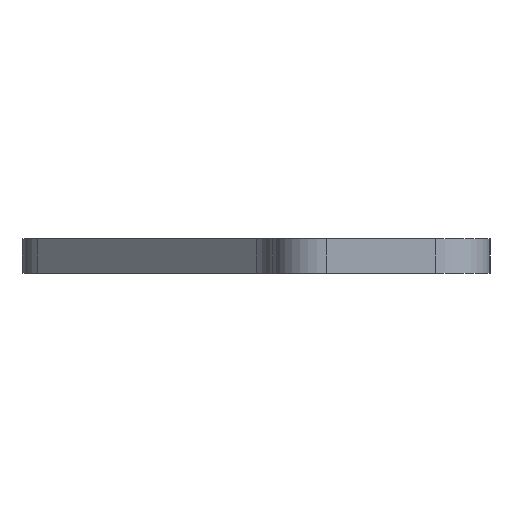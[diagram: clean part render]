
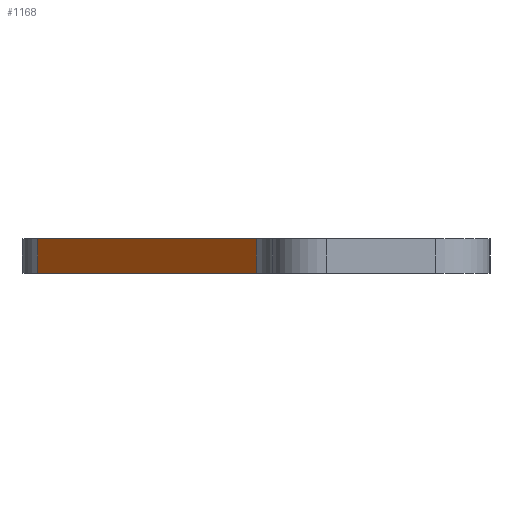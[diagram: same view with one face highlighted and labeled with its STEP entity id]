
A CAD part, left-side view. The second image highlights one B-rep face of the part: STEP entity #1168.
In plain terms, the highlighted planar face has unit normal (-0.707, 0.707, 0).
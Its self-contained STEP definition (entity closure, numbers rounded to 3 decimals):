
#143 = LINE ( 'NONE', #144, #676 ) ;
#144 = CARTESIAN_POINT ( 'NONE',  ( 9.5, 28., -3.2 ) ) ;
#145 = DIRECTION ( 'NONE',  ( -0.707, -0.707, 0. ) ) ;
#146 = LINE ( 'NONE', #147, #673 ) ;
#147 = CARTESIAN_POINT ( 'NONE',  ( 9.5, 28., 0. ) ) ;
#148 = DIRECTION ( 'NONE',  ( -0.707, -0.707, 0. ) ) ;
#158 = LINE ( 'NONE', #159, #658 ) ;
#159 = CARTESIAN_POINT ( 'NONE',  ( 8.036, 26.536, -3.2 ) ) ;
#160 = DIRECTION ( 'NONE',  ( 0., 0., -1. ) ) ;
#239 = CARTESIAN_POINT ( 'NONE',  ( -12.036, 6.464, -3.2 ) ) ;
#246 = CARTESIAN_POINT ( 'NONE',  ( -12.036, 6.464, 0. ) ) ;
#252 = CARTESIAN_POINT ( 'NONE',  ( 8.036, 26.536, -3.2 ) ) ;
#253 = CARTESIAN_POINT ( 'NONE',  ( 8.036, 26.536, 0. ) ) ;
#362 = EDGE_CURVE ( 'NONE', #1115, #1102, #143, .T. ) ;
#363 = EDGE_CURVE ( 'NONE', #1116, #1109, #146, .T. ) ;
#367 = EDGE_CURVE ( 'NONE', #1116, #1115, #158, .T. ) ;
#429 = VECTOR ( 'NONE', #980, 1000. ) ;
#452 = ORIENTED_EDGE ( 'NONE', *, *, #362, .T. ) ;
#453 = ORIENTED_EDGE ( 'NONE', *, *, #363, .F. ) ;
#454 = ORIENTED_EDGE ( 'NONE', *, *, #1210, .T. ) ;
#455 = ORIENTED_EDGE ( 'NONE', *, *, #367, .T. ) ;
#480 = EDGE_LOOP ( 'NONE', ( #452, #454, #453, #455 ) ) ;
#658 = VECTOR ( 'NONE', #160, 1000. ) ;
#673 = VECTOR ( 'NONE', #148, 1000. ) ;
#676 = VECTOR ( 'NONE', #145, 1000. ) ;
#771 = AXIS2_PLACEMENT_3D ( 'NONE', #860, #861, #862 ) ;
#789 = FACE_OUTER_BOUND ( 'NONE', #480, .T. ) ;
#859 = PLANE ( 'NONE',  #771 ) ;
#860 = CARTESIAN_POINT ( 'NONE',  ( 9.5, 28., -3.2 ) ) ;
#861 = DIRECTION ( 'NONE',  ( -0.707, 0.707, 0. ) ) ;
#862 = DIRECTION ( 'NONE',  ( -0.707, -0.707, 0. ) ) ;
#978 = LINE ( 'NONE', #979, #429 ) ;
#979 = CARTESIAN_POINT ( 'NONE',  ( -12.036, 6.464, 0. ) ) ;
#980 = DIRECTION ( 'NONE',  ( 0., 0., 1. ) ) ;
#1102 = VERTEX_POINT ( 'NONE', #239 ) ;
#1109 = VERTEX_POINT ( 'NONE', #246 ) ;
#1115 = VERTEX_POINT ( 'NONE', #252 ) ;
#1116 = VERTEX_POINT ( 'NONE', #253 ) ;
#1168 = ADVANCED_FACE ( 'NONE', ( #789 ), #859, .T. ) ;
#1210 = EDGE_CURVE ( 'NONE', #1102, #1109, #978, .T. ) ;
